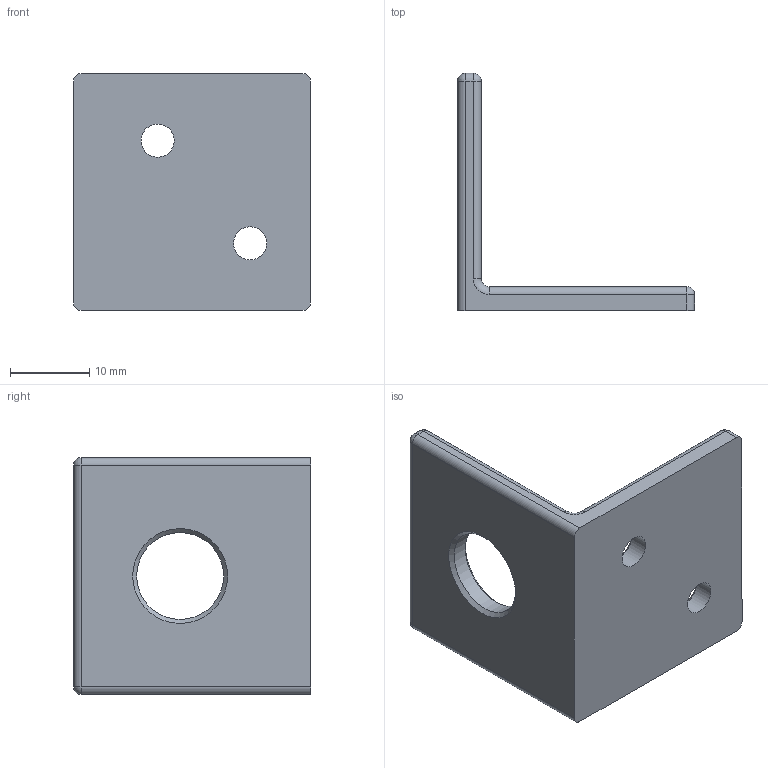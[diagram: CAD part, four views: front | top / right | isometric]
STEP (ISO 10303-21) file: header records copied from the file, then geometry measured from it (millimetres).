
FILE_DESCRIPTION(('FreeCAD Model'),'2;1');
FILE_NAME('Open CASCADE Shape Model','2021-09-25T06:00:40',('Author'),( ''),'Open CASCADE STEP processor 7.4','FreeCAD','Unknown');
FILE_SCHEMA(('AUTOMOTIVE_DESIGN { 1 0 10303 214 1 1 1 1 }'));
Length unit declared in the file: millimetre
Products named in the file (1): Chamfer
Bounding box: 30 x 30 x 30 mm (x, y, z)
Volume: 4698.8 mm3; surface area: 3723.2 mm2
Topology: 1 solids, 1 shells, 37 faces, 85 edges, 44 vertices
Faces by surface type: cylinder 17, plane 8, sphere 6, cone 4, torus 2
Full cylindrical faces by diameter (mm): 4.2 x2, 11 x1
Entity records: 2027 total; most frequent: CARTESIAN_POINT 401, DIRECTION 306, ORIENTED_EDGE 158, PCURVE 158, DEFINITIONAL_REPRESENTATION 158, LINE 145, VECTOR 145, EDGE_CURVE 79
